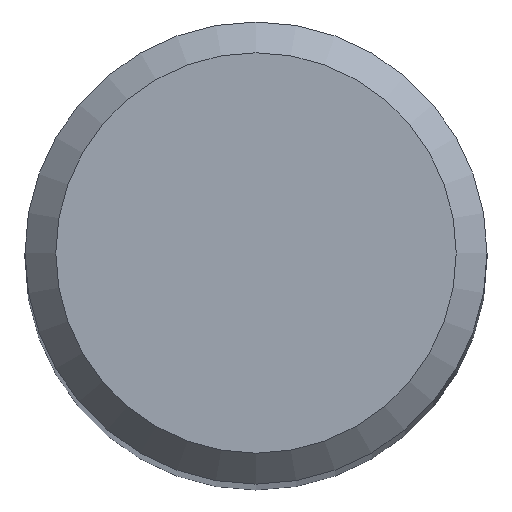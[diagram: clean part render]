
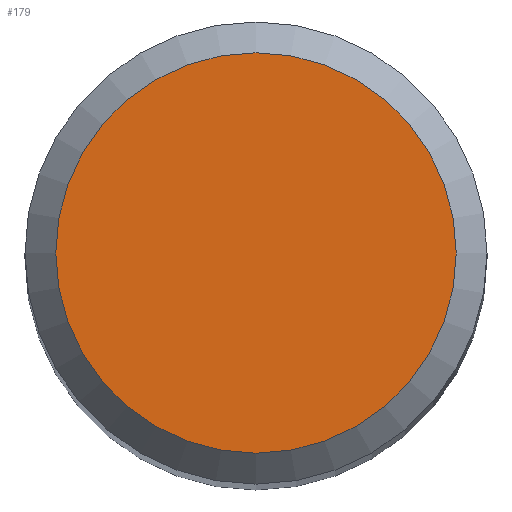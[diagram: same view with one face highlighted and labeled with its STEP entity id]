
A CAD part, top view. The second image highlights one B-rep face of the part: STEP entity #179.
In plain terms, the highlighted planar face has unit normal (0, 0, 1).
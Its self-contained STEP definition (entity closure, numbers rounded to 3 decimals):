
#7 = VERTEX_POINT ( 'NONE', #114 ) ;
#24 = CARTESIAN_POINT ( 'NONE',  ( 0., 0., 57. ) ) ;
#47 = PLANE ( 'NONE',  #102 ) ;
#74 = DIRECTION ( 'NONE',  ( 0., 1., 0. ) ) ;
#80 = DIRECTION ( 'NONE',  ( 0., 1., 0. ) ) ;
#86 = EDGE_CURVE ( 'NONE', #7, #7, #225, .T. ) ;
#102 = AXIS2_PLACEMENT_3D ( 'NONE', #24, #223, #80 ) ;
#114 = CARTESIAN_POINT ( 'NONE',  ( 0., 2.6, 57. ) ) ;
#179 = ADVANCED_FACE ( 'NONE', ( #198 ), #47, .F. ) ;
#188 = DIRECTION ( 'NONE',  ( 0., 0., -1. ) ) ;
#198 = FACE_OUTER_BOUND ( 'NONE', #208, .T. ) ;
#208 = EDGE_LOOP ( 'NONE', ( #234 ) ) ;
#210 = AXIS2_PLACEMENT_3D ( 'NONE', #240, #188, #74 ) ;
#223 = DIRECTION ( 'NONE',  ( 0., 0., -1. ) ) ;
#225 = CIRCLE ( 'NONE', #210, 2.6 ) ;
#234 = ORIENTED_EDGE ( 'NONE', *, *, #86, .F. ) ;
#240 = CARTESIAN_POINT ( 'NONE',  ( 0., 0., 57. ) ) ;
